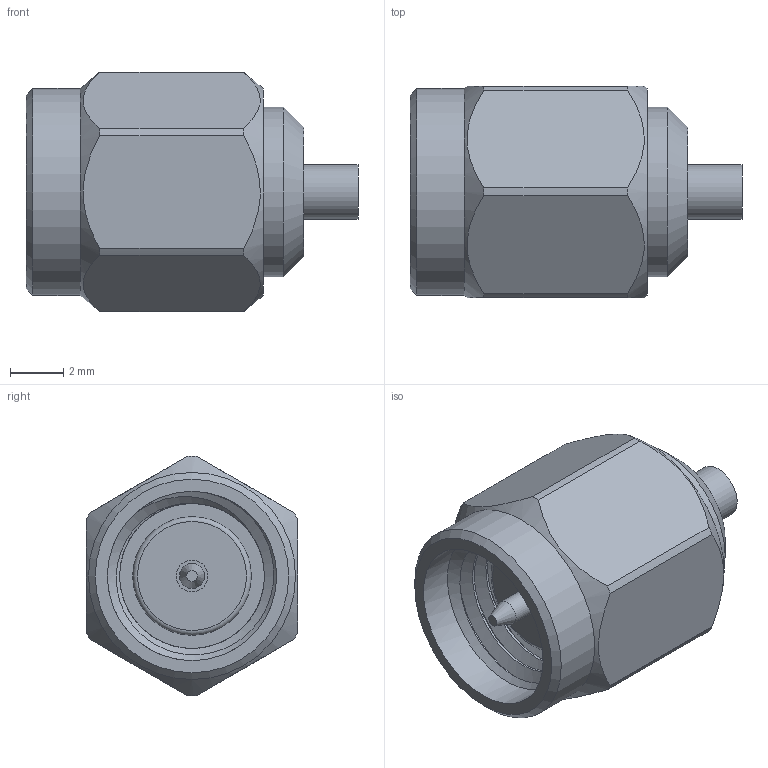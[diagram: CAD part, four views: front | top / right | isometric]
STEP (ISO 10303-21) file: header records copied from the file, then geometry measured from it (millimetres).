
FILE_DESCRIPTION (( 'STEP AP203' ), '1' );
FILE_NAME ('PE4404.step', '2020-01-22T17:53:07', ( '' ), ( '' ), 'SwSTEP 2.0', 'SolidWorks 2018', '' );
FILE_SCHEMA (( 'CONFIG_CONTROL_DESIGN' ));
Length unit declared in the file: inch
Products named in the file (1): PE4404
Bounding box: 12.45 x 7.94 x 8.99 mm (x, y, z)
Volume: 407.5 mm3; surface area: 556.2 mm2
Topology: 1 solids, 1 shells, 46 faces, 107 edges, 70 vertices
Faces by surface type: cylinder 20, plane 15, cone 7, bspline 3, torus 1
Full cylindrical faces by diameter (mm): 0.94 x1, 1.194 x1, 1.219 x1, 2.032 x1, 4.445 x1, 6.35 x7, 7.762 x1
Entity records: 2054 total; most frequent: CARTESIAN_POINT 1202, DIRECTION 158, ORIENTED_EDGE 138, AXIS2_PLACEMENT_3D 73, EDGE_CURVE 69, EDGE_LOOP 62, VERTEX_POINT 53, FACE_OUTER_BOUND 49
